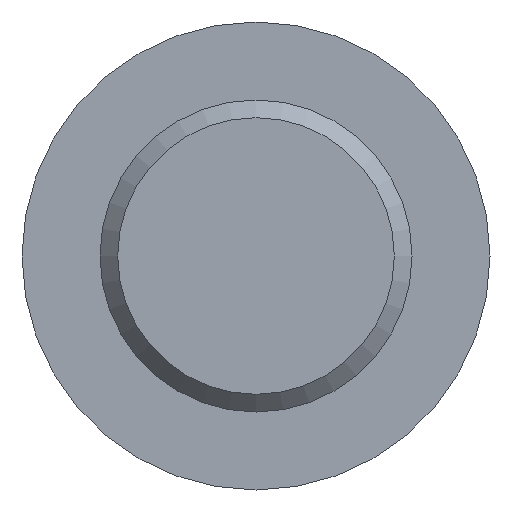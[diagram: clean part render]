
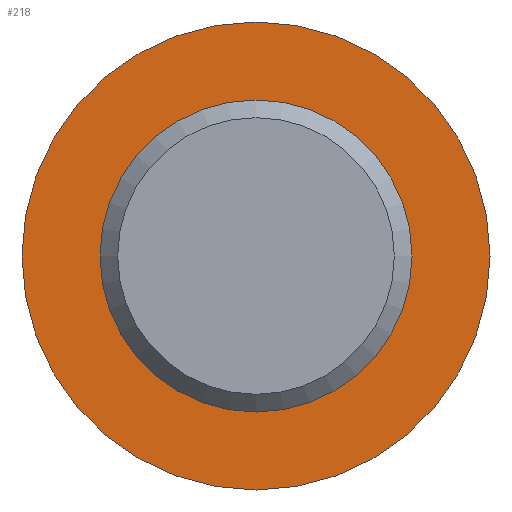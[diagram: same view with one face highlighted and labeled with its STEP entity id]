
A CAD part, front view. The second image highlights one B-rep face of the part: STEP entity #218.
In plain terms, the highlighted planar face has unit normal (0, -1, 0).
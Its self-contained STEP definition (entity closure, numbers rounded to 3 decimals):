
#36 = EDGE_CURVE ( 'NONE', #310, #310, #204, .T. ) ;
#45 = CARTESIAN_POINT ( 'NONE',  ( -11., 80., 0. ) ) ;
#60 = DIRECTION ( 'NONE',  ( 0., 0., -1. ) ) ;
#69 = PLANE ( 'NONE',  #434 ) ;
#98 = DIRECTION ( 'NONE',  ( 0., 0., -1. ) ) ;
#100 = CARTESIAN_POINT ( 'NONE',  ( 0., 80., -11. ) ) ;
#161 = AXIS2_PLACEMENT_3D ( 'NONE', #358, #513, #98 ) ;
#169 = EDGE_CURVE ( 'NONE', #402, #402, #299, .T. ) ;
#197 = FACE_OUTER_BOUND ( 'NONE', #447, .T. ) ;
#204 = CIRCLE ( 'NONE', #495, 11. ) ;
#215 = EDGE_LOOP ( 'NONE', ( #217 ) ) ;
#217 = ORIENTED_EDGE ( 'NONE', *, *, #36, .F. ) ;
#218 = ADVANCED_FACE ( 'NONE', ( #443, #197 ), #69, .F. ) ;
#299 = CIRCLE ( 'NONE', #161, 16.5 ) ;
#310 = VERTEX_POINT ( 'NONE', #100 ) ;
#358 = CARTESIAN_POINT ( 'NONE',  ( 0., 80., 0. ) ) ;
#386 = ORIENTED_EDGE ( 'NONE', *, *, #169, .T. ) ;
#402 = VERTEX_POINT ( 'NONE', #444 ) ;
#434 = AXIS2_PLACEMENT_3D ( 'NONE', #45, #496, #536 ) ;
#436 = CARTESIAN_POINT ( 'NONE',  ( 0., 80., 0. ) ) ;
#440 = DIRECTION ( 'NONE',  ( 0., -1., 0. ) ) ;
#443 = FACE_BOUND ( 'NONE', #215, .T. ) ;
#444 = CARTESIAN_POINT ( 'NONE',  ( 0., 80., -16.5 ) ) ;
#447 = EDGE_LOOP ( 'NONE', ( #386 ) ) ;
#495 = AXIS2_PLACEMENT_3D ( 'NONE', #436, #440, #60 ) ;
#496 = DIRECTION ( 'NONE',  ( 0., 1., 0. ) ) ;
#513 = DIRECTION ( 'NONE',  ( 0., -1., 0. ) ) ;
#536 = DIRECTION ( 'NONE',  ( 0., 0., 1. ) ) ;
